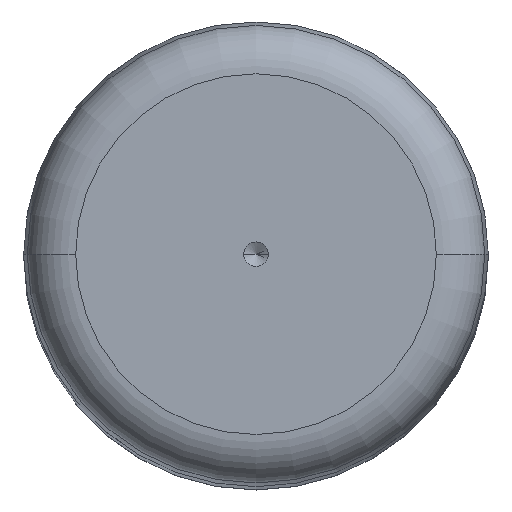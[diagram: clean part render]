
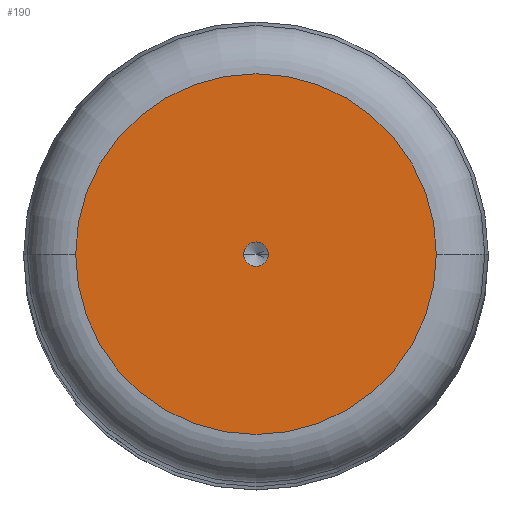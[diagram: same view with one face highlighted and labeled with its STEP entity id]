
A CAD part, top view. The second image highlights one B-rep face of the part: STEP entity #190.
In plain terms, the highlighted planar face has unit normal (0, 0, 1).
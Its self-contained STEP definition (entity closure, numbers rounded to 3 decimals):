
#14 = CARTESIAN_POINT ( 'NONE',  ( 0., 0., 170. ) ) ;
#49 = VERTEX_POINT ( 'NONE', #514 ) ;
#77 = ORIENTED_EDGE ( 'NONE', *, *, #629, .F. ) ;
#89 = AXIS2_PLACEMENT_3D ( 'NONE', #539, #644, #264 ) ;
#109 = EDGE_CURVE ( 'NONE', #460, #49, #387, .T. ) ;
#120 = DIRECTION ( 'NONE',  ( 0., 0., 1. ) ) ;
#131 = ORIENTED_EDGE ( 'NONE', *, *, #660, .F. ) ;
#134 = FACE_BOUND ( 'NONE', #177, .T. ) ;
#138 = CARTESIAN_POINT ( 'NONE',  ( 0., 0., 170. ) ) ;
#177 = EDGE_LOOP ( 'NONE', ( #131, #77 ) ) ;
#190 = ADVANCED_FACE ( 'NONE', ( #134, #458 ), #627, .T. ) ;
#198 = DIRECTION ( 'NONE',  ( 1., 0., 0. ) ) ;
#210 = CIRCLE ( 'NONE', #390, 1. ) ;
#222 = DIRECTION ( 'NONE',  ( 1., 0., 0. ) ) ;
#239 = EDGE_LOOP ( 'NONE', ( #622, #602 ) ) ;
#264 = DIRECTION ( 'NONE',  ( 1., 0., 0. ) ) ;
#291 = VERTEX_POINT ( 'NONE', #371 ) ;
#340 = AXIS2_PLACEMENT_3D ( 'NONE', #350, #620, #459 ) ;
#343 = CIRCLE ( 'NONE', #359, 14.75 ) ;
#350 = CARTESIAN_POINT ( 'NONE',  ( 0., 0., 170. ) ) ;
#359 = AXIS2_PLACEMENT_3D ( 'NONE', #588, #120, #222 ) ;
#371 = CARTESIAN_POINT ( 'NONE',  ( -1., 0., 170. ) ) ;
#379 = EDGE_CURVE ( 'NONE', #49, #460, #343, .T. ) ;
#387 = CIRCLE ( 'NONE', #340, 14.75 ) ;
#390 = AXIS2_PLACEMENT_3D ( 'NONE', #14, #594, #585 ) ;
#429 = CARTESIAN_POINT ( 'NONE',  ( 1., 0., 170. ) ) ;
#435 = VERTEX_POINT ( 'NONE', #429 ) ;
#458 = FACE_OUTER_BOUND ( 'NONE', #239, .T. ) ;
#459 = DIRECTION ( 'NONE',  ( 1., 0., 0. ) ) ;
#460 = VERTEX_POINT ( 'NONE', #473 ) ;
#473 = CARTESIAN_POINT ( 'NONE',  ( -14.75, 0., 170. ) ) ;
#507 = DIRECTION ( 'NONE',  ( 0., 0., 1. ) ) ;
#510 = CIRCLE ( 'NONE', #89, 1. ) ;
#514 = CARTESIAN_POINT ( 'NONE',  ( 14.75, 0., 170. ) ) ;
#539 = CARTESIAN_POINT ( 'NONE',  ( 0., 0., 170. ) ) ;
#585 = DIRECTION ( 'NONE',  ( 1., 0., 0. ) ) ;
#586 = AXIS2_PLACEMENT_3D ( 'NONE', #138, #507, #198 ) ;
#588 = CARTESIAN_POINT ( 'NONE',  ( 0., 0., 170. ) ) ;
#594 = DIRECTION ( 'NONE',  ( 0., 0., 1. ) ) ;
#602 = ORIENTED_EDGE ( 'NONE', *, *, #109, .T. ) ;
#620 = DIRECTION ( 'NONE',  ( 0., 0., 1. ) ) ;
#622 = ORIENTED_EDGE ( 'NONE', *, *, #379, .T. ) ;
#627 = PLANE ( 'NONE',  #586 ) ;
#629 = EDGE_CURVE ( 'NONE', #291, #435, #510, .T. ) ;
#644 = DIRECTION ( 'NONE',  ( 0., 0., 1. ) ) ;
#660 = EDGE_CURVE ( 'NONE', #435, #291, #210, .T. ) ;
